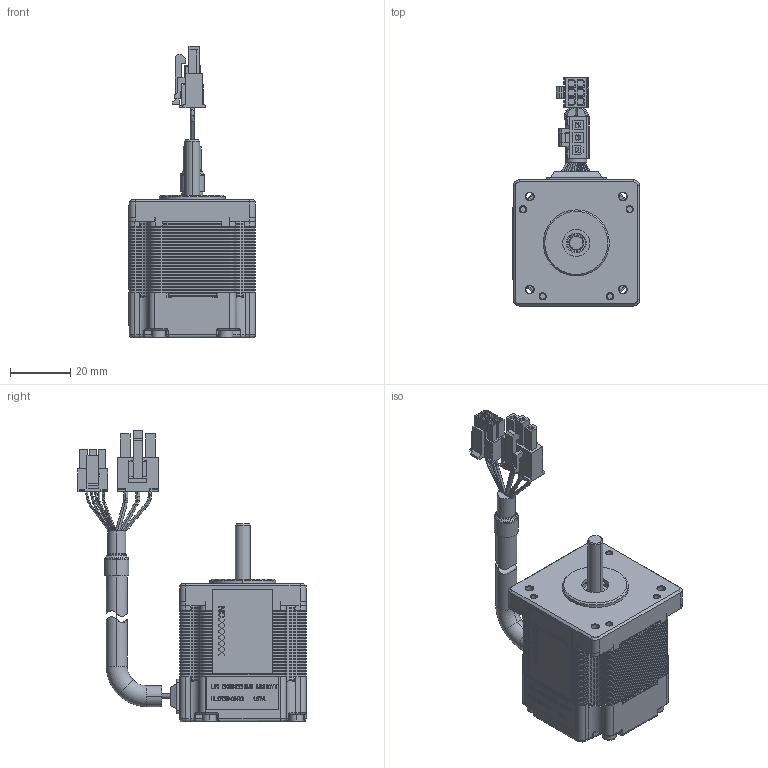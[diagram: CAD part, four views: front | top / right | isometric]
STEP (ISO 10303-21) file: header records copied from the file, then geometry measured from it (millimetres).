
FILE_DESCRIPTION((''),'2;1');
FILE_NAME('4611130001064_ASM_ASM','2020-01-14T16:34:03',('TQ00207'),(''),'CREO PARAMETRIC BY PTC INC, 2018100','CREO PARAMETRIC BY PTC INC, 2018100','');
FILE_SCHEMA(('CONFIG_CONTROL_DESIGN'));
Products named in the file (29): 4613101100074_1_1_2_3_4_5_6_7_9; 4613101100077_1_1_2_3_4_5_6_7_9; 4613101100077_AF0_1_1_2_3_4_5_9; 4613101100077_AF1_1_1_2_3_4_5_9; 4613102000270_ASM_1_1_ASM; 4613102100256_ASM_1_1_ASM; 4631101000082_1_1_2_3_4_5_6_7_9; 4613104001867_ASM_2_1_ASM; 3698154000176_1_1_2_3_4_5_6_7_9; HARNESS_1_1_2_3_4_5_6_7_8_9__15; 4718405000822_1_1_2_3_4_5_6__15; 4718405002144_1_1_2_3_4_5_6__15; HARNESS_ASM_1_1_2_3_4_5_6_7__10_ASM; 4713120001748_ASM_1_1_2_3_4_5_9_ASM; 4613103003513_ASM_2_1_ASM; 4294440200050_1_1_2_3_4_5_6_7_9; 4219121200345_AF0_10_1_2_3; 4219121301000_ASM_9_1_2_3_ASM; 4332101101259_5_1; 4613107000001_ASM_2_1_ASM; 4613107103898_ASM_2_1_ASM; 4331101000129_1_1_2_3_4_5_6_7_9; 4613108001328_ASM_2_1_ASM; 4294404000452_1_1_2_3_4_5_6_7_9; QIANDUANGAI_2_1_2_3_4_5_6_7_8_9; 00_4_1; BIAOQIAN_2_1_2_3_4_5_6_7_8_9_16; 4611130000001_ASM_6_1_ASM; 4611130001064_ASM_ASM
Assembly tree (79 placements, depth 7):
  4611130001064_ASM_ASM
    4611130000001_ASM_6_1_ASM
      4613103003513_ASM_2_1_ASM
        4613104001867_ASM_2_1_ASM
          4613102100256_ASM_1_1_ASM
            4613102000270_ASM_1_1_ASM
              4613101100074_1_1_2_3_4_5_6_7_9  x44
              4613101100077_1_1_2_3_4_5_6_7_9  x4
              4613101100077_AF0_1_1_2_3_4_5_9
              4613101100077_AF1_1_1_2_3_4_5_9
          4631101000082_1_1_2_3_4_5_6_7_9
        4713120001748_ASM_1_1_2_3_4_5_9_ASM
          3698154000176_1_1_2_3_4_5_6_7_9
          HARNESS_ASM_1_1_2_3_4_5_6_7__10_ASM
            HARNESS_1_1_2_3_4_5_6_7_8_9__15
            4718405000822_1_1_2_3_4_5_6__15
            4718405002144_1_1_2_3_4_5_6__15
      4294440200050_1_1_2_3_4_5_6_7_9
      4219121301000_ASM_9_1_2_3_ASM
        4219121200345_AF0_10_1_2_3
      4613108001328_ASM_2_1_ASM
        4613107103898_ASM_2_1_ASM
          4613107000001_ASM_2_1_ASM
            4332101101259_5_1
        4331101000129_1_1_2_3_4_5_6_7_9  x2
      4294404000452_1_1_2_3_4_5_6_7_9  x5
      QIANDUANGAI_2_1_2_3_4_5_6_7_8_9
      00_4_1
      BIAOQIAN_2_1_2_3_4_5_6_7_8_9_16
Bounding box: 42.2 x 75.92 x 97.2 mm (x, y, z)
Volume: 52277.3 mm3; surface area: 149977.9 mm2
Topology: 67 solids, 72 shells, 7941 faces, 20896 edges, 13860 vertices
Faces by surface type: plane 6073, cylinder 1368, torus 166, cone 116, sphere 112, bspline 62, extrusion 44
Entity records: 85886 total; most frequent: CARTESIAN_POINT 24063, ORIENTED_EDGE 13066, DIRECTION 12149, EDGE_CURVE 6535, VECTOR 4881, LINE 4837, VERTEX_POINT 4309, AXIS2_PLACEMENT_3D 3634
